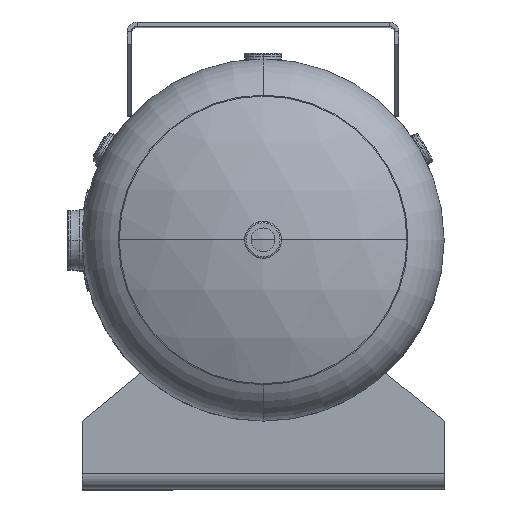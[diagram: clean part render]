
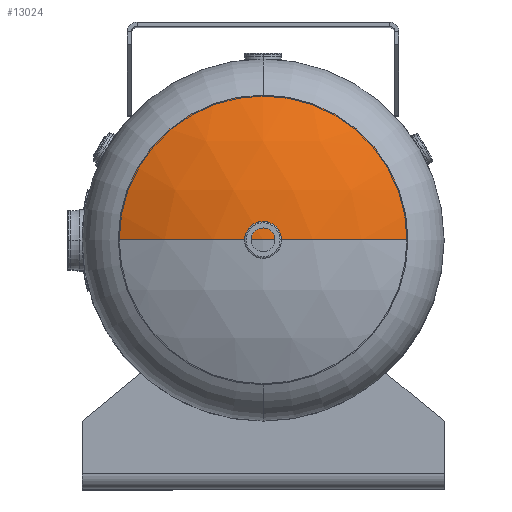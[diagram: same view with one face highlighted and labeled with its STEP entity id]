
A CAD part, top view. The second image highlights one B-rep face of the part: STEP entity #13024.
In plain terms, the highlighted spherical face has radius 365.76 mm.
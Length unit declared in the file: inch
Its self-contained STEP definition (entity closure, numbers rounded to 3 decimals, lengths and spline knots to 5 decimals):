
#130 = SPHERICAL_SURFACE ( 'NONE', #13947, 14.4 ) ;
#305 = DIRECTION ( 'NONE',  ( 0., 0., 1. ) ) ;
#327 = VERTEX_POINT ( 'NONE', #3342 ) ;
#1974 = AXIS2_PLACEMENT_3D ( 'NONE', #9347, #6853, #8095 ) ;
#2051 = FACE_OUTER_BOUND ( 'NONE', #4138, .T. ) ;
#2140 = CIRCLE ( 'NONE', #12260, 14.4 ) ;
#2163 = DIRECTION ( 'NONE',  ( 0., 0., -1. ) ) ;
#2742 = ORIENTED_EDGE ( 'NONE', *, *, #5351, .T. ) ;
#3187 = DIRECTION ( 'NONE',  ( -1., 0., 0. ) ) ;
#3342 = CARTESIAN_POINT ( 'NONE',  ( 0., 3.5095, -6.4 ) ) ;
#4138 = EDGE_LOOP ( 'NONE', ( #8810, #2742, #5851, #8151 ) ) ;
#4315 = CARTESIAN_POINT ( 'NONE',  ( 0., 5.00989, 0. ) ) ;
#4483 = VERTEX_POINT ( 'NONE', #12648 ) ;
#4939 = CARTESIAN_POINT ( 'NONE',  ( 0., -9.39011, 0. ) ) ;
#5023 = DIRECTION ( 'NONE',  ( 0., 0., 1. ) ) ;
#5159 = VERTEX_POINT ( 'NONE', #14085 ) ;
#5351 = EDGE_CURVE ( 'NONE', #12117, #4483, #5878, .T. ) ;
#5851 = ORIENTED_EDGE ( 'NONE', *, *, #10259, .F. ) ;
#5878 = CIRCLE ( 'NONE', #15214, 14.4 ) ;
#6853 = DIRECTION ( 'NONE',  ( 0., -1., 0. ) ) ;
#7081 = CARTESIAN_POINT ( 'NONE',  ( 0., 3.5095, 0. ) ) ;
#8095 = DIRECTION ( 'NONE',  ( 0., 0., -1. ) ) ;
#8151 = ORIENTED_EDGE ( 'NONE', *, *, #8522, .F. ) ;
#8263 = DIRECTION ( 'NONE',  ( 0., 0., -1. ) ) ;
#8522 = EDGE_CURVE ( 'NONE', #5159, #327, #8619, .T. ) ;
#8619 = CIRCLE ( 'NONE', #1974, 6.4 ) ;
#8810 = ORIENTED_EDGE ( 'NONE', *, *, #9588, .F. ) ;
#9347 = CARTESIAN_POINT ( 'NONE',  ( 0., 3.5095, 0. ) ) ;
#9588 = EDGE_CURVE ( 'NONE', #12117, #5159, #2140, .T. ) ;
#9864 = AXIS2_PLACEMENT_3D ( 'NONE', #7081, #13346, #2163 ) ;
#10259 = EDGE_CURVE ( 'NONE', #327, #4483, #11201, .T. ) ;
#11201 = CIRCLE ( 'NONE', #9864, 6.4 ) ;
#11727 = CARTESIAN_POINT ( 'NONE',  ( 0., -9.39011, 0. ) ) ;
#12117 = VERTEX_POINT ( 'NONE', #4315 ) ;
#12260 = AXIS2_PLACEMENT_3D ( 'NONE', #11727, #305, #15643 ) ;
#12648 = CARTESIAN_POINT ( 'NONE',  ( 6.4, 3.5095, 0. ) ) ;
#13024 = ADVANCED_FACE ( 'NONE', ( #2051 ), #130, .T. ) ;
#13346 = DIRECTION ( 'NONE',  ( 0., -1., 0. ) ) ;
#13947 = AXIS2_PLACEMENT_3D ( 'NONE', #4939, #5023, #15303 ) ;
#14085 = CARTESIAN_POINT ( 'NONE',  ( -6.4, 3.5095, 0. ) ) ;
#14623 = CARTESIAN_POINT ( 'NONE',  ( 0., -9.39011, 0. ) ) ;
#15214 = AXIS2_PLACEMENT_3D ( 'NONE', #14623, #8263, #3187 ) ;
#15303 = DIRECTION ( 'NONE',  ( 1., 0., 0. ) ) ;
#15643 = DIRECTION ( 'NONE',  ( 1., 0., 0. ) ) ;
